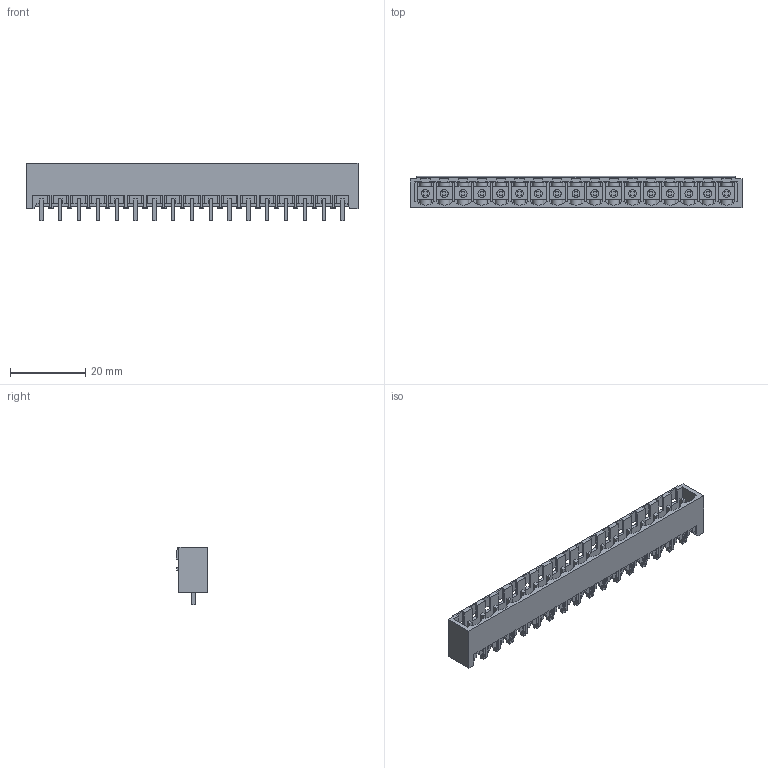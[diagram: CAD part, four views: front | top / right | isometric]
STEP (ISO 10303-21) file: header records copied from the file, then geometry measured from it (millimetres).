
FILE_DESCRIPTION(('CATIA V5 STEP Exchange','CAx-IF Rec.Pracs.--- Model Styling and Organization---1.2---2011-12-15'),'2;1');
FILE_NAME ('D1457148_0_1841310000_1841310000.stp','2018-04-11T11:09:21+00:00',('none'),('Weidmueller'),'CATIA Version 5-6 Release 2014','CATIA V5 STEP AP214','none');
FILE_SCHEMA(('AUTOMOTIVE_DESIGN { 1 0 10303 214 1 1 1 1 }'));
Length unit declared in the file: millimetre
Products named in the file (1): 1841310000
Bounding box: 88.2 x 8.43 x 15.2 mm (x, y, z)
Volume: 3147.7 mm3; surface area: 7631.8 mm2
Topology: 18 solids, 18 shells, 1169 faces, 3566 edges, 2401 vertices
Faces by surface type: plane 988, cylinder 151, extrusion 30
Entity records: 37380 total; most frequent: CARTESIAN_POINT 7837, ORIENTED_EDGE 7132, DIRECTION 4576, EDGE_CURVE 3566, VECTOR 2977, LINE 2947, VERTEX_POINT 2401, EDGE_LOOP 1205
